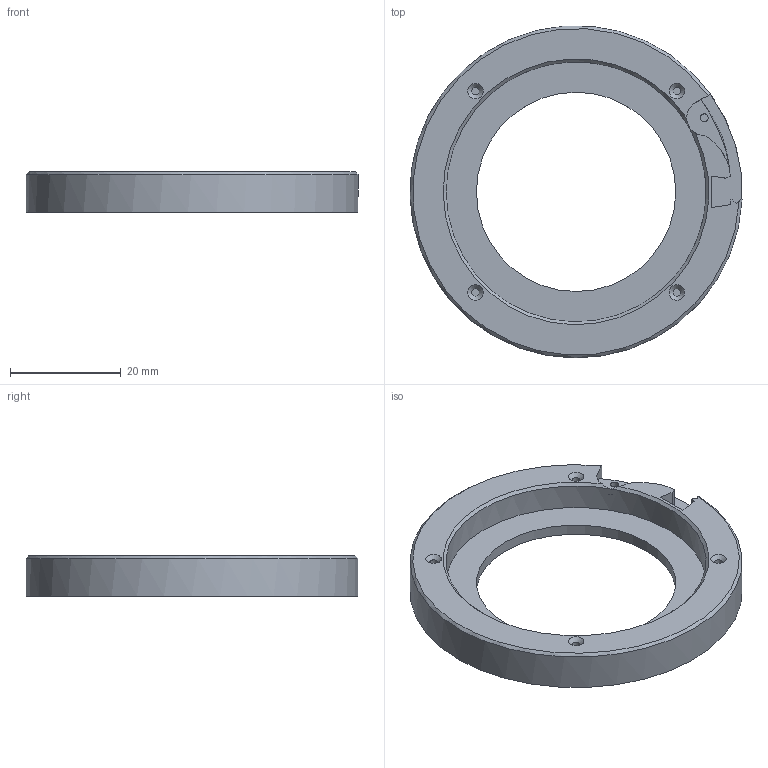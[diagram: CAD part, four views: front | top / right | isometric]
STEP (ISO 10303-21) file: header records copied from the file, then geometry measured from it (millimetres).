
FILE_DESCRIPTION(/* description */ (''),/* implementation_level */ '2;1');
FILE_NAME(/* name */ 'mountBodyBase_nikonF',/* time_stamp */ '2023-12-05T12:55:49-05:00',/* author */ ('George Moua'),/* organization */ ('Archive 663'),/* preprocessor_version */ 'ST-DEVELOPER v16.7',/* originating_system */ 'Solid Edge',/* authorisation */ 'Unknown');
FILE_SCHEMA (('AUTOMOTIVE_DESIGN {1 0 10303 214 3 1 1}'));
Length unit declared in the file: millimetre
Products named in the file (3): mountLensBase; mountLensBase_nikonF_oa_0; mountBodyBase_nikonF
Assembly tree (2 placements, depth 3):
  mountLensBase
    mountLensBase_nikonF_oa_0
      mountBodyBase_nikonF
Bounding box: 59.96 x 59.95 x 7.25 mm (x, y, z)
Volume: 9020.6 mm3; surface area: 6035.7 mm2
Topology: 1 solids, 1 shells, 37 faces, 91 edges, 61 vertices
Faces by surface type: plane 20, cylinder 10, cone 6, bspline 1
Full cylindrical faces by diameter (mm): 1.4 x5, 36 x1, 47 x1, 60 x1
Entity records: 1824 total; most frequent: CARTESIAN_POINT 964, DIRECTION 166, ORIENTED_EDGE 144, EDGE_CURVE 72, AXIS2_PLACEMENT_3D 67, EDGE_LOOP 57, FACE_BOUND 57, VERTEX_POINT 55
